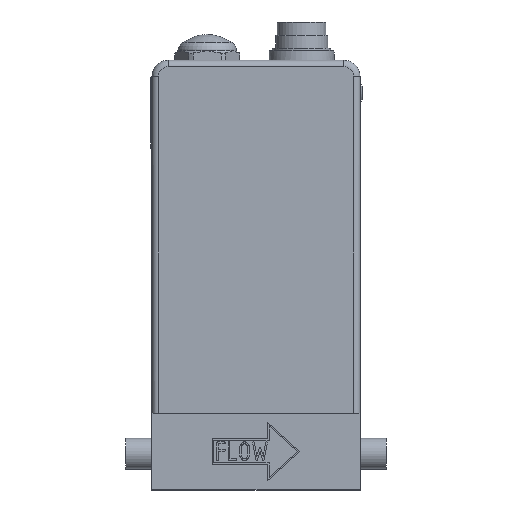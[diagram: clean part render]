
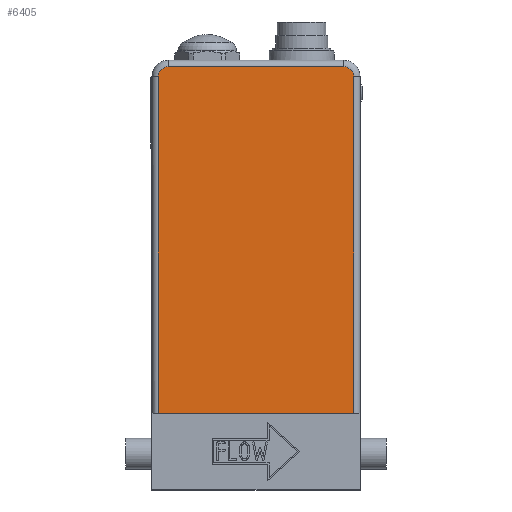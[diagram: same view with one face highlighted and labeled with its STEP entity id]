
A CAD part, top view. The second image highlights one B-rep face of the part: STEP entity #6405.
In plain terms, the highlighted planar face has unit normal (0, 0, 1).
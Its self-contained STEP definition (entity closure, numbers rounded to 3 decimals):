
#5818=CARTESIAN_POINT('',(30.,-54.25,32.14));
#5819=VERTEX_POINT('',#5818);
#5827=CARTESIAN_POINT('',(-30.,-54.25,32.14));
#5828=VERTEX_POINT('',#5827);
#5829=CARTESIAN_POINT('',(30.,-54.25,32.14));
#5830=DIRECTION('',(-1.0,0.0,0.0));
#5831=VECTOR('',#5830,60.);
#5832=LINE('',#5829,#5831);
#5833=EDGE_CURVE('',#5819,#5828,#5832,.T.);
#6243=CARTESIAN_POINT('',(-30.,49.25,32.14));
#6244=VERTEX_POINT('',#6243);
#6245=CARTESIAN_POINT('',(-30.,-54.25,32.14));
#6246=DIRECTION('',(0.0,1.0,0.0));
#6247=VECTOR('',#6246,103.5);
#6248=LINE('',#6245,#6247);
#6249=EDGE_CURVE('',#5828,#6244,#6248,.T.);
#6274=CARTESIAN_POINT('',(-27.,52.25,32.14));
#6275=VERTEX_POINT('',#6274);
#6293=CARTESIAN_POINT('',(-27.,49.25,32.14));
#6294=DIRECTION('',(0.,0.,-1.));
#6295=DIRECTION('',(-0.707,0.707,0.));
#6296=AXIS2_PLACEMENT_3D('',#6293,#6294,#6295);
#6297=CIRCLE('',#6296,3.);
#6298=EDGE_CURVE('',#6244,#6275,#6297,.T.);
#6308=CARTESIAN_POINT('',(27.,52.25,32.14));
#6309=VERTEX_POINT('',#6308);
#6326=CARTESIAN_POINT('',(-27.,52.25,32.14));
#6327=DIRECTION('',(1.0,0.0,0.0));
#6328=VECTOR('',#6327,54.0);
#6329=LINE('',#6326,#6328);
#6330=EDGE_CURVE('',#6275,#6309,#6329,.T.);
#6340=CARTESIAN_POINT('',(30.,49.25,32.14));
#6341=VERTEX_POINT('',#6340);
#6359=CARTESIAN_POINT('',(27.,49.25,32.14));
#6360=DIRECTION('',(0.,0.,-1.));
#6361=DIRECTION('',(0.707,0.707,0.));
#6362=AXIS2_PLACEMENT_3D('',#6359,#6360,#6361);
#6363=CIRCLE('',#6362,3.);
#6364=EDGE_CURVE('',#6309,#6341,#6363,.T.);
#6383=CARTESIAN_POINT('',(30.,49.25,32.14));
#6384=DIRECTION('',(0.0,-1.0,0.0));
#6385=VECTOR('',#6384,103.5);
#6386=LINE('',#6383,#6385);
#6387=EDGE_CURVE('',#6341,#5819,#6386,.T.);
#6392=CARTESIAN_POINT('',(0.,0.,32.14));
#6393=DIRECTION('',(0.0,0.0,-1.0));
#6394=DIRECTION('',(-1.0,0.0,0.0));
#6395=AXIS2_PLACEMENT_3D('',#6392,#6393,#6394);
#6396=PLANE('',#6395);
#6397=ORIENTED_EDGE('',*,*,#6387,.F.);
#6398=ORIENTED_EDGE('',*,*,#6364,.F.);
#6399=ORIENTED_EDGE('',*,*,#6330,.F.);
#6400=ORIENTED_EDGE('',*,*,#6298,.F.);
#6401=ORIENTED_EDGE('',*,*,#6249,.F.);
#6402=ORIENTED_EDGE('',*,*,#5833,.F.);
#6403=EDGE_LOOP('',(#6397,#6398,#6399,#6400,#6401,#6402));
#6404=FACE_OUTER_BOUND('',#6403,.T.);
#6405=ADVANCED_FACE('',(#6404),#6396,.F.);
